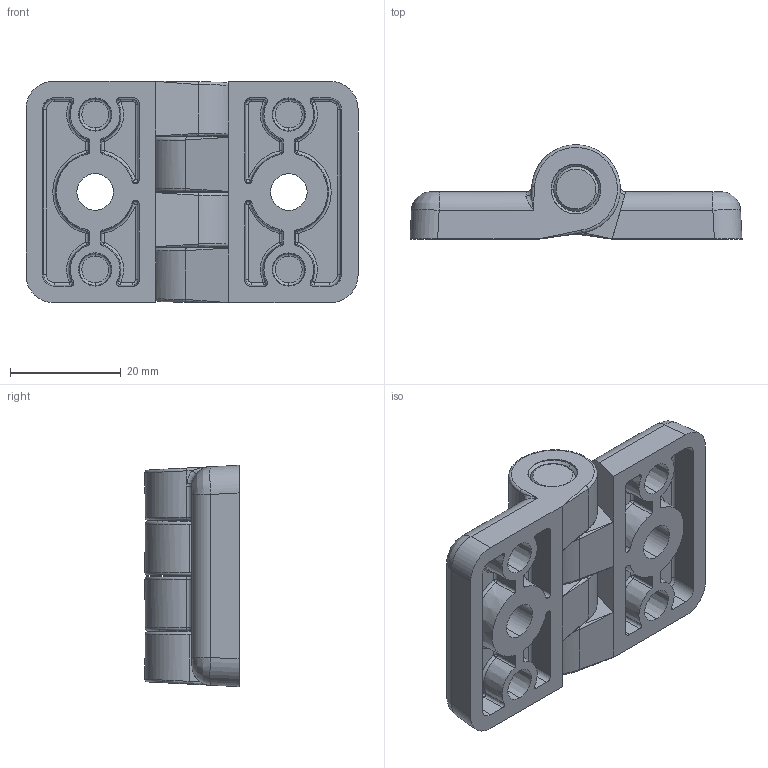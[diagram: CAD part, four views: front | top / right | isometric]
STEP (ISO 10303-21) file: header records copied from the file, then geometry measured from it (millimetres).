
FILE_DESCRIPTION (( 'STEP AP214' ), '1' );
FILE_NAME ('095ks3030f00.STEP', '2013-03-22T13:01:34', ( '' ), ( '' ), 'SwSTEP 2.0', 'SolidWorks 2012', '' );
FILE_SCHEMA (( 'AUTOMOTIVE_DESIGN' ));
Length unit declared in the file: millimetre
Products named in the file (3): 095ks3030f00; 095ks30f00_Standard; 340me031e_Standard
Assembly tree (3 placements, depth 2):
  095ks3030f00
    095ks30f00_Standard  x2
    340me031e_Standard
Bounding box: 60 x 17 x 40.01 mm (x, y, z)
Volume: 18232.1 mm3; surface area: 12026.4 mm2
Topology: 3 solids, 3 shells, 299 faces, 714 edges, 402 vertices
Faces by surface type: cylinder 80, plane 67, bspline 62, cone 38, torus 28, sphere 24
Entity records: 6538 total; most frequent: CARTESIAN_POINT 3229, ORIENTED_EDGE 704, DIRECTION 632, EDGE_CURVE 352, AXIS2_PLACEMENT_3D 257, VERTEX_POINT 207, EDGE_LOOP 167, ADVANCED_FACE 155
